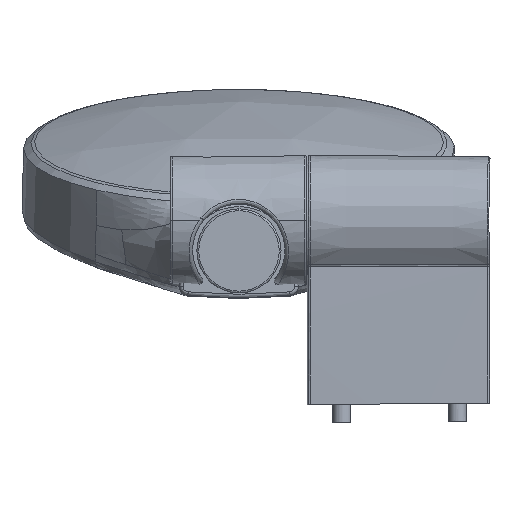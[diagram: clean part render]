
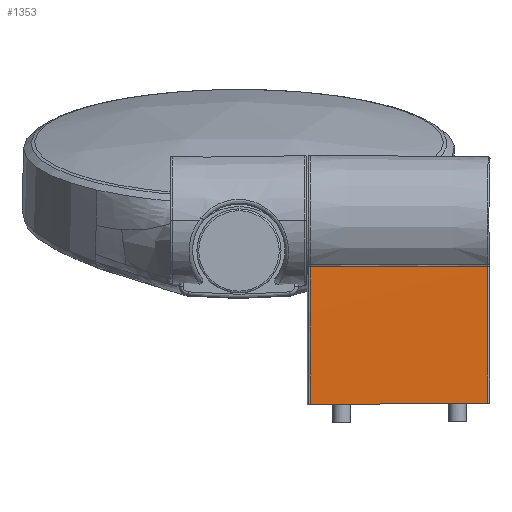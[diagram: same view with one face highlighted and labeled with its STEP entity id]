
A CAD part, front view. The second image highlights one B-rep face of the part: STEP entity #1353.
In plain terms, the highlighted spherical face has radius 2048.5 mm.
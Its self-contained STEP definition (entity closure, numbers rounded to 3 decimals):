
#176 = CARTESIAN_POINT ( 'NONE',  ( -134.318, 36.943, -11.282 ) ) ;
#701 = CARTESIAN_POINT ( 'NONE',  ( -142.73, 2085.441, -49.497 ) ) ;
#915 = CARTESIAN_POINT ( 'NONE',  ( -93.39, 37.544, -11.387 ) ) ;
#1027 = VERTEX_POINT ( 'NONE', #8009 ) ;
#1353 = ADVANCED_FACE ( 'NONE', ( #7559 ), #2273, .T. ) ;
#2144 = CARTESIAN_POINT ( 'NONE',  ( -143.071, 2085.441, -10.409 ) ) ;
#2273 = SPHERICAL_SURFACE ( 'NONE', #10876, 2048.5 ) ;
#2407 = AXIS2_PLACEMENT_3D ( 'NONE', #701, #5057, #11314 ) ;
#2782 = CIRCLE ( 'NONE', #3551, 2048.5 ) ;
#2909 = DIRECTION ( 'NONE',  ( 0., 0., 1. ) ) ;
#2938 = VERTEX_POINT ( 'NONE', #7776 ) ;
#3304 = ORIENTED_EDGE ( 'NONE', *, *, #6233, .T. ) ;
#3551 = AXIS2_PLACEMENT_3D ( 'NONE', #9901, #6664, #10402 ) ;
#3735 = CARTESIAN_POINT ( 'NONE',  ( -93.387, 37.671, -36.508 ) ) ;
#3947 = EDGE_CURVE ( 'NONE', #4797, #1027, #8173, .T. ) ;
#4339 = B_SPLINE_CURVE_WITH_KNOTS ( 'NONE', 3,
 ( #4940, #10468, #7774, #7065, #176, #4730 ),
 .UNSPECIFIED., .F., .F.,
 ( 4, 2, 4 ),
 ( 0.008, 0.032, 0.057 ),
 .UNSPECIFIED. ) ;
#4392 = CARTESIAN_POINT ( 'NONE',  ( -93.381, 37.909, -49.066 ) ) ;
#4730 = CARTESIAN_POINT ( 'NONE',  ( -142.499, 36.941, -11.384 ) ) ;
#4797 = VERTEX_POINT ( 'NONE', #5595 ) ;
#4836 = CARTESIAN_POINT ( 'NONE',  ( -93.409, 37.543, -11.387 ) ) ;
#4889 = CARTESIAN_POINT ( 'NONE',  ( -93.419, 37.543, -11.387 ) ) ;
#4940 = CARTESIAN_POINT ( 'NONE',  ( -93.419, 37.543, -11.387 ) ) ;
#5057 = DIRECTION ( 'NONE',  ( -0.009, 0., 1. ) ) ;
#5088 = VERTEX_POINT ( 'NONE', #9814 ) ;
#5595 = CARTESIAN_POINT ( 'NONE',  ( -142.499, 37.314, -49.495 ) ) ;
#6233 = EDGE_CURVE ( 'NONE', #1027, #7441, #7002, .T. ) ;
#6519 = B_SPLINE_CURVE_WITH_KNOTS ( 'NONE', 3,
 ( #10110, #9858, #4836, #4889 ),
 .UNSPECIFIED., .F., .F.,
 ( 4, 4 ),
 ( 0.005, 0.005 ),
 .UNSPECIFIED. ) ;
#6664 = DIRECTION ( 'NONE',  ( 1., 0., 0. ) ) ;
#7002 = B_SPLINE_CURVE_WITH_KNOTS ( 'NONE', 3,
 ( #4392, #3735, #8343, #915 ),
 .UNSPECIFIED., .F., .F.,
 ( 4, 4 ),
 ( 0.67, 0.707 ),
 .UNSPECIFIED. ) ;
#7065 = CARTESIAN_POINT ( 'NONE',  ( -126.136, 36.995, -11.232 ) ) ;
#7369 = ORIENTED_EDGE ( 'NONE', *, *, #7479, .T. ) ;
#7441 = VERTEX_POINT ( 'NONE', #7939 ) ;
#7479 = EDGE_CURVE ( 'NONE', #5088, #2938, #4339, .T. ) ;
#7511 = EDGE_CURVE ( 'NONE', #2938, #4797, #2782, .T. ) ;
#7559 = FACE_OUTER_BOUND ( 'NONE', #11009, .T. ) ;
#7774 = CARTESIAN_POINT ( 'NONE',  ( -109.776, 37.195, -11.235 ) ) ;
#7776 = CARTESIAN_POINT ( 'NONE',  ( -142.499, 36.941, -11.384 ) ) ;
#7939 = CARTESIAN_POINT ( 'NONE',  ( -93.39, 37.544, -11.387 ) ) ;
#8009 = CARTESIAN_POINT ( 'NONE',  ( -93.381, 37.909, -49.066 ) ) ;
#8173 = CIRCLE ( 'NONE', #2407, 2048.127 ) ;
#8343 = CARTESIAN_POINT ( 'NONE',  ( -93.39, 37.55, -23.948 ) ) ;
#9304 = DIRECTION ( 'NONE',  ( -1., 0., 0. ) ) ;
#9814 = CARTESIAN_POINT ( 'NONE',  ( -93.419, 37.543, -11.387 ) ) ;
#9840 = ORIENTED_EDGE ( 'NONE', *, *, #7511, .T. ) ;
#9858 = CARTESIAN_POINT ( 'NONE',  ( -93.4, 37.543, -11.387 ) ) ;
#9901 = CARTESIAN_POINT ( 'NONE',  ( -142.499, 2085.441, -10.409 ) ) ;
#10110 = CARTESIAN_POINT ( 'NONE',  ( -93.39, 37.544, -11.387 ) ) ;
#10402 = DIRECTION ( 'NONE',  ( 0., 0., 1. ) ) ;
#10468 = CARTESIAN_POINT ( 'NONE',  ( -101.597, 37.345, -11.289 ) ) ;
#10876 = AXIS2_PLACEMENT_3D ( 'NONE', #2144, #2909, #9304 ) ;
#11009 = EDGE_LOOP ( 'NONE', ( #9840, #11813, #3304, #11612, #7369 ) ) ;
#11105 = EDGE_CURVE ( 'NONE', #7441, #5088, #6519, .T. ) ;
#11314 = DIRECTION ( 'NONE',  ( -1., 0., -0.009 ) ) ;
#11612 = ORIENTED_EDGE ( 'NONE', *, *, #11105, .T. ) ;
#11813 = ORIENTED_EDGE ( 'NONE', *, *, #3947, .T. ) ;
